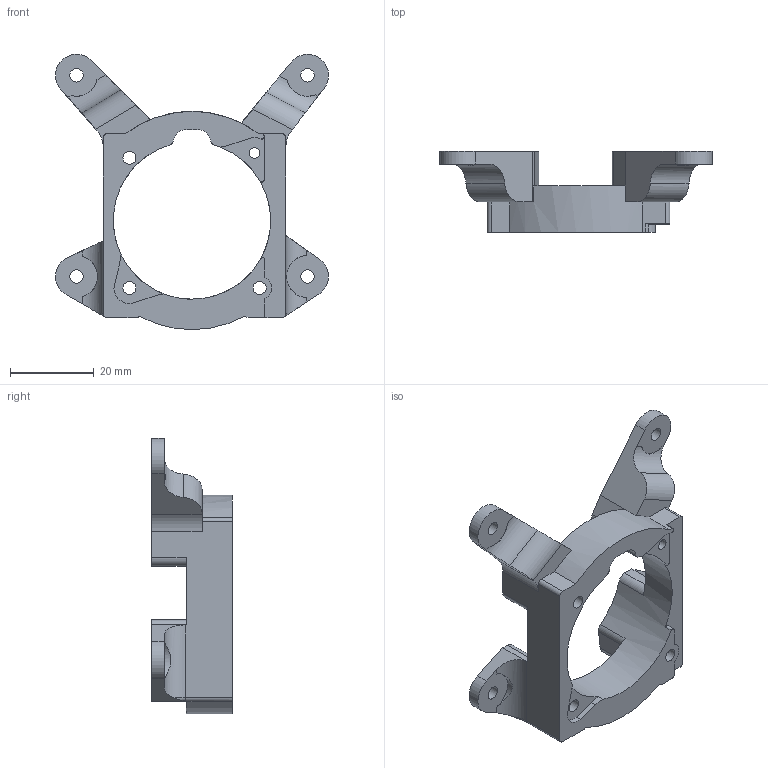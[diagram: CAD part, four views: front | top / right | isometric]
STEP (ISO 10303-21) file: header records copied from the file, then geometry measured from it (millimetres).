
FILE_DESCRIPTION(/* description */ (''),/* implementation_level */ '2;1');
FILE_NAME(/* name */ 'TBG Air mount.step',/* time_stamp */ '2023-09-04T05:42:24+08:00',/* author */ (''),/* organization */ (''),/* preprocessor_version */ 'ST-DEVELOPER v20',/* originating_system */ 'Autodesk Translation Framework v12.9.0.99',/* authorisation */ '');
FILE_SCHEMA (('AUTOMOTIVE_DESIGN { 1 0 10303 214 3 1 1 }'));
Length unit declared in the file: millimetre
Products named in the file (1): TBG Air mount
Bounding box: 65 x 19.2 x 65.57 mm (x, y, z)
Volume: 17499.4 mm3; surface area: 9191.6 mm2
Topology: 1 solids, 1 shells, 116 faces, 340 edges, 225 vertices
Faces by surface type: cylinder 64, plane 50, torus 2
Full cylindrical faces by diameter (mm): 1 x4, 2.5 x1, 3.1 x3, 3.2 x4
Entity records: 4195 total; most frequent: CARTESIAN_POINT 930, DIRECTION 700, ORIENTED_EDGE 680, EDGE_CURVE 340, AXIS2_PLACEMENT_3D 259, VERTEX_POINT 225, LINE 182, VECTOR 182
